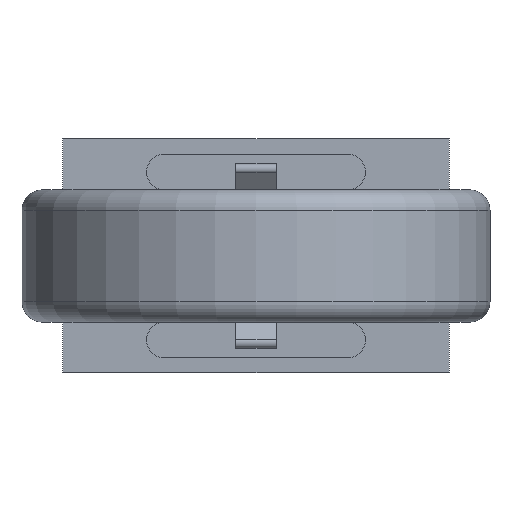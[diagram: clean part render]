
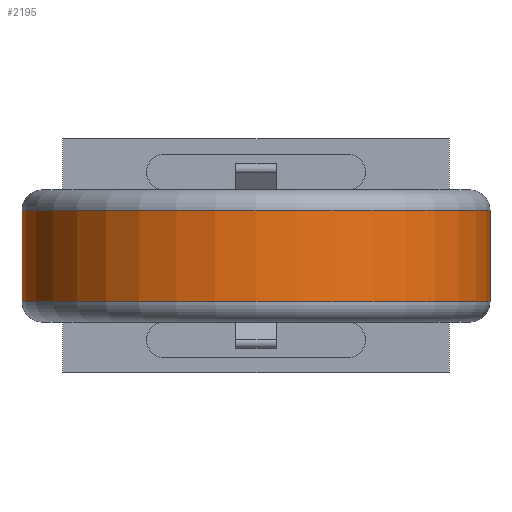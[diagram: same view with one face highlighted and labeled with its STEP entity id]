
A CAD part, front view. The second image highlights one B-rep face of the part: STEP entity #2195.
In plain terms, the highlighted cylindrical face has radius 23 mm (diameter 46 mm), a partial arc.
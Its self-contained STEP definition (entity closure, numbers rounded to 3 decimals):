
#50 = FACE_OUTER_BOUND ( 'NONE', #86, .T. ) ;
#86 = EDGE_LOOP ( 'NONE', ( #1179, #1106, #3572, #1037 ) ) ;
#188 = DIRECTION ( 'NONE',  ( 0., 0., -1. ) ) ;
#226 = EDGE_CURVE ( 'NONE', #1406, #1125, #1117, .T. ) ;
#442 = VERTEX_POINT ( 'NONE', #872 ) ;
#471 = VECTOR ( 'NONE', #2866, 1000. ) ;
#724 = CYLINDRICAL_SURFACE ( 'NONE', #2785, 23. ) ;
#779 = EDGE_CURVE ( 'NONE', #1406, #442, #3398, .T. ) ;
#819 = CARTESIAN_POINT ( 'NONE',  ( -23., -23., 4.5 ) ) ;
#872 = CARTESIAN_POINT ( 'NONE',  ( 23., -23., -4.5 ) ) ;
#1035 = CIRCLE ( 'NONE', #2223, 23. ) ;
#1037 = ORIENTED_EDGE ( 'NONE', *, *, #1772, .T. ) ;
#1077 = CARTESIAN_POINT ( 'NONE',  ( 23., -23., 4.5 ) ) ;
#1092 = DIRECTION ( 'NONE',  ( 1., 0., 0. ) ) ;
#1106 = ORIENTED_EDGE ( 'NONE', *, *, #779, .T. ) ;
#1117 = LINE ( 'NONE', #3497, #471 ) ;
#1125 = VERTEX_POINT ( 'NONE', #819 ) ;
#1179 = ORIENTED_EDGE ( 'NONE', *, *, #226, .F. ) ;
#1357 = CARTESIAN_POINT ( 'NONE',  ( 0., -23., -6.5 ) ) ;
#1404 = CARTESIAN_POINT ( 'NONE',  ( 23., -23., -6.5 ) ) ;
#1406 = VERTEX_POINT ( 'NONE', #2852 ) ;
#1469 = EDGE_CURVE ( 'NONE', #442, #2155, #2364, .T. ) ;
#1727 = AXIS2_PLACEMENT_3D ( 'NONE', #2997, #2931, #4224 ) ;
#1772 = EDGE_CURVE ( 'NONE', #2155, #1125, #1035, .T. ) ;
#2094 = VECTOR ( 'NONE', #4005, 1000. ) ;
#2155 = VERTEX_POINT ( 'NONE', #1077 ) ;
#2195 = ADVANCED_FACE ( 'NONE', ( #50 ), #724, .T. ) ;
#2223 = AXIS2_PLACEMENT_3D ( 'NONE', #2476, #188, #1092 ) ;
#2313 = DIRECTION ( 'NONE',  ( 0., 0., 1. ) ) ;
#2358 = DIRECTION ( 'NONE',  ( 1., 0., 0. ) ) ;
#2364 = LINE ( 'NONE', #1404, #2094 ) ;
#2476 = CARTESIAN_POINT ( 'NONE',  ( 0., -23., 4.5 ) ) ;
#2785 = AXIS2_PLACEMENT_3D ( 'NONE', #1357, #2313, #2358 ) ;
#2852 = CARTESIAN_POINT ( 'NONE',  ( -23., -23., -4.5 ) ) ;
#2866 = DIRECTION ( 'NONE',  ( 0., 0., 1. ) ) ;
#2931 = DIRECTION ( 'NONE',  ( 0., 0., 1. ) ) ;
#2997 = CARTESIAN_POINT ( 'NONE',  ( 0., -23., -4.5 ) ) ;
#3398 = CIRCLE ( 'NONE', #1727, 23. ) ;
#3497 = CARTESIAN_POINT ( 'NONE',  ( -23., -23., -6.5 ) ) ;
#3572 = ORIENTED_EDGE ( 'NONE', *, *, #1469, .T. ) ;
#4005 = DIRECTION ( 'NONE',  ( 0., 0., 1. ) ) ;
#4224 = DIRECTION ( 'NONE',  ( 1., 0., 0. ) ) ;
